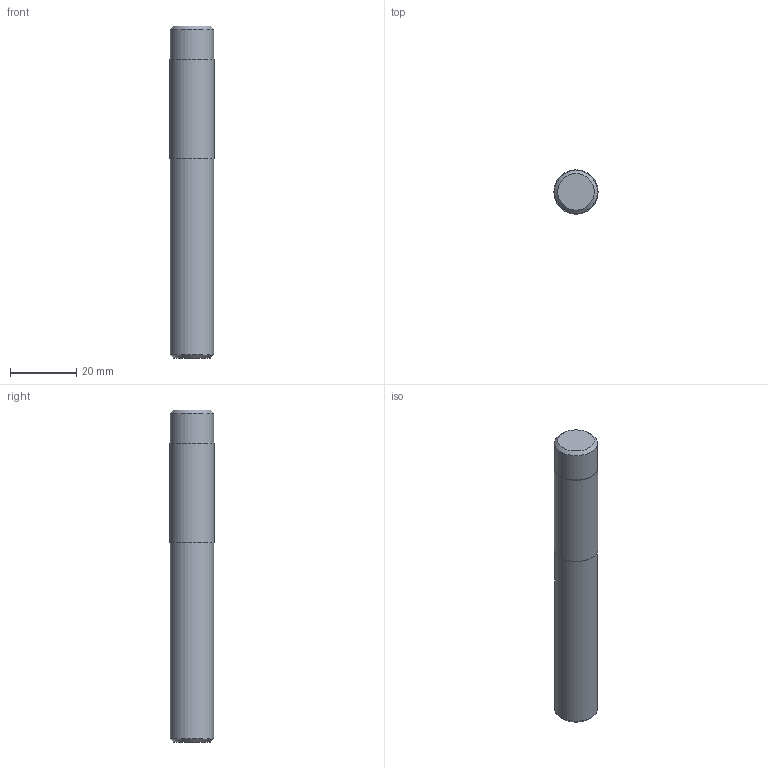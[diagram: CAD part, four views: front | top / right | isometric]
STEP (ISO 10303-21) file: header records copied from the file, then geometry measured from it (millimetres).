
FILE_DESCRIPTION(/* description */ (''),/* implementation_level */ '2;1');
FILE_NAME(/* name */ '20696.stp',/* time_stamp */ '2019-08-19T15:45:16+02:00',/* author */ ('Lionel'),/* organization */ (''),/* preprocessor_version */ 'ST-DEVELOPER v17.2',/* originating_system */ 'Autodesk Inventor 2019',/* authorisation */ '');
FILE_SCHEMA (('AUTOMOTIVE_DESIGN { 1 0 10303 214 3 1 1 }'));
Length unit declared in the file: millimetre
Products named in the file (1): 20696
Bounding box: 13.3 x 13.3 x 100 mm (x, y, z)
Volume: 13420.4 mm3; surface area: 4339.8 mm2
Topology: 1 solids, 1 shells, 9 faces, 13 edges, 8 vertices
Faces by surface type: plane 4, cylinder 3, cone 2
Full cylindrical faces by diameter (mm): 13 x2, 13.3 x1
Entity records: 240 total; most frequent: DIRECTION 41, CARTESIAN_POINT 31, ORIENTED_EDGE 26, AXIS2_PLACEMENT_3D 18, EDGE_CURVE 13, EDGE_LOOP 11, FACE_OUTER_BOUND 9, ADVANCED_FACE 9
